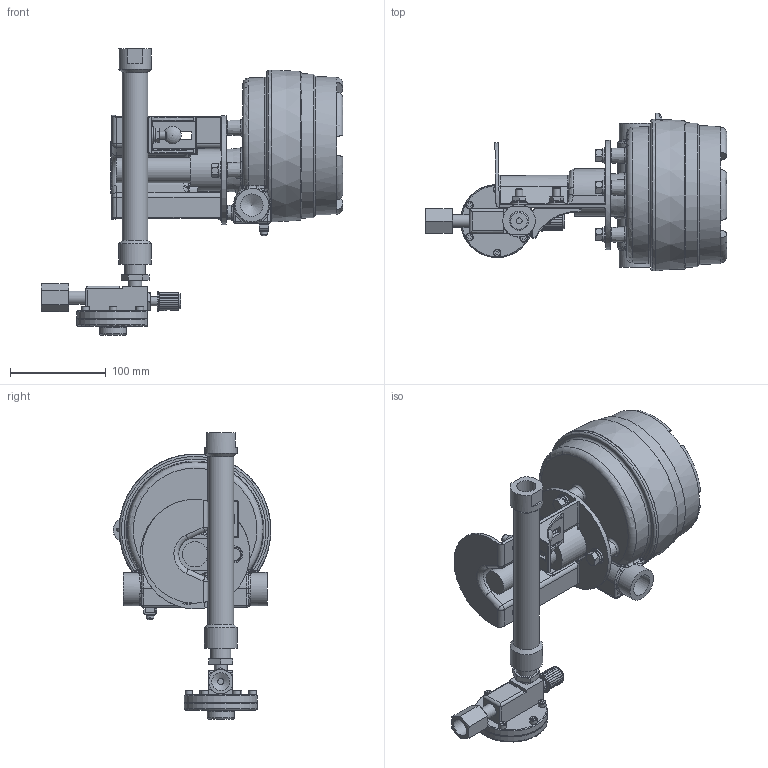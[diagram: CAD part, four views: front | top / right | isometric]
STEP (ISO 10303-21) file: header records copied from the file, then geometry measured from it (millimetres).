
FILE_DESCRIPTION(/* description */ (''),/* implementation_level */ '2;1');
FILE_NAME(/* name */ '',/* time_stamp */ '2015-09-28T11:31:32+02:00',/* author */ (''),/* organization */ (''),/* preprocessor_version */ 'ST-DEVELOPER v14',/* originating_system */ 'SIEMENS PLM Software NX 8.0',/* authorisation */ '');
FILE_SCHEMA (('CONFIG_CONTROL_DESIGN'));
Length unit declared in the file: millimetre
Products named in the file (1): 38xxg_sz02_x_proof_8800
Bounding box: 315.04 x 164.91 x 299.26 mm (x, y, z)
Volume: 2706635.7 mm3; surface area: 366991 mm2
Topology: 53 solids, 61 shells, 1202 faces, 2743 edges, 1672 vertices
Faces by surface type: plane 499, cylinder 339, cone 146, bspline 107, torus 68, sphere 43
Full cylindrical faces by diameter (mm): 2.184 x4, 2.362 x2, 2.705 x1, 2.778 x1, 3.302 x1, 3.52 x1, 3.967 x6, 4.013 x1, 4.643 x6, 4.775 x1, 5.08 x2, 5.461 x18, 6 x3, 6.35 x4, 6.477 x1, 6.858 x4, 6.909 x5, 6.96 x1, 7.137 x1, 7.671 x1, 7.717 x5, 7.9 x3, 7.938 x6, 8.731 x6, 8.738 x8, 9.5 x1, 9.652 x1, 10.9 x2, 10.996 x2, 11.669 x2
Entity records: 35705 total; most frequent: CARTESIAN_POINT 10887, DIRECTION 5099, ORIENTED_EDGE 4670, EDGE_CURVE 2335, AXIS2_PLACEMENT_3D 2126, EDGE_LOOP 1635, VERTEX_POINT 1596, ADVANCED_FACE 1201
